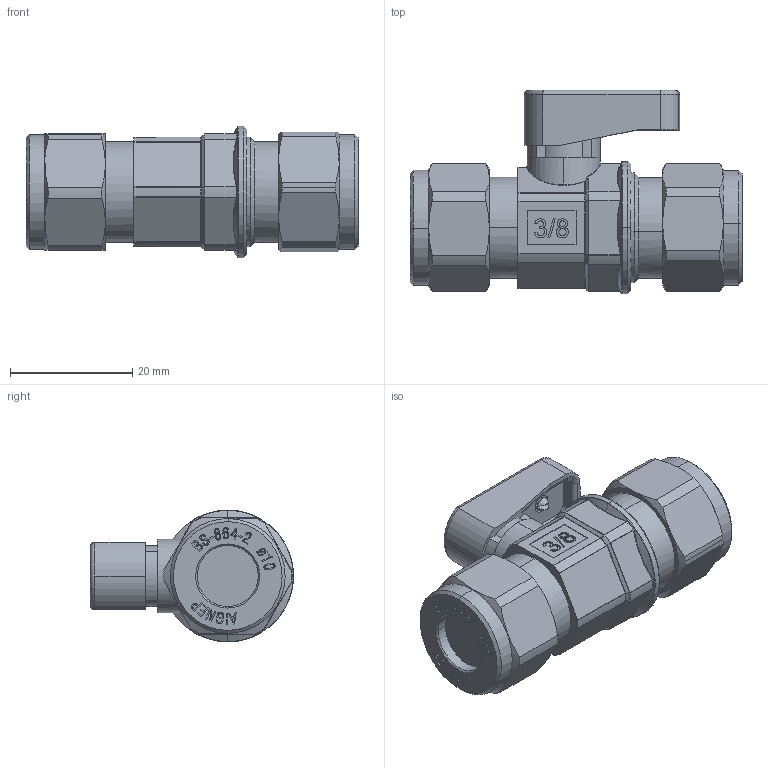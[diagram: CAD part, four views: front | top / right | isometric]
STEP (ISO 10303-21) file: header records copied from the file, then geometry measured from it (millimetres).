
FILE_DESCRIPTION (( 'STEP AP214' ), '1' );
FILE_NAME ('0645000005.step', '2012-10-02T16:33:55', ( '' ), ( '' ), 'SwSTEP 2.0', 'SolidWorks 2012', '' );
FILE_SCHEMA (( 'AUTOMOTIVE_DESIGN' ));
Length unit declared in the file: millimetre
Products named in the file (1): 0645000005
Bounding box: 54.36 x 33.3 x 21.6 mm (x, y, z)
Volume: 17232.2 mm3; surface area: 6173.1 mm2
Topology: 8 solids, 17 shells, 1243 faces, 3154 edges, 2015 vertices
Faces by surface type: plane 546, bspline 445, cylinder 139, torus 46, cone 45, sphere 22
Entity records: 57693 total; most frequent: CARTESIAN_POINT 30823, ORIENTED_EDGE 6276, DIRECTION 4193, EDGE_CURVE 3138, VERTEX_POINT 2015, VECTOR 1713, LINE 1713, EDGE_LOOP 1341
